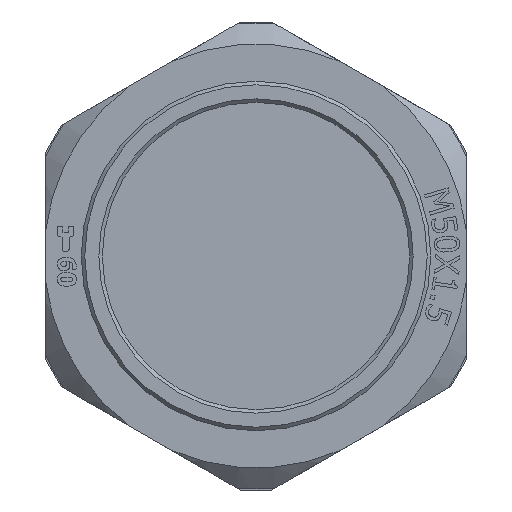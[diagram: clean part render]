
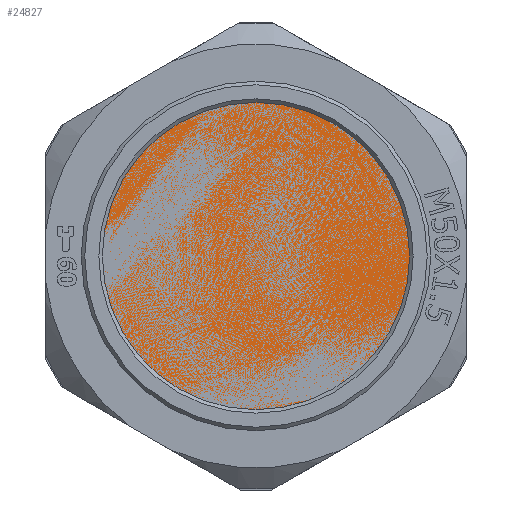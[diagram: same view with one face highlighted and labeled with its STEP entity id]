
A CAD part, front view. The second image highlights one B-rep face of the part: STEP entity #24827.
In plain terms, the highlighted planar face has unit normal (0, -1, 0).
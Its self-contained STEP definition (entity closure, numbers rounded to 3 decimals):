
#7591=FACE_OUTER_BOUND('',#8866,.T.);
#8866=EDGE_LOOP('',(#16385));
#10186=CIRCLE('',#26123,21.9);
#10257=VERTEX_POINT('',#32187);
#12708=EDGE_CURVE('',#10257,#10257,#10186,.T.);
#16385=ORIENTED_EDGE('',*,*,#12708,.F.);
#23737=PLANE('',#26122);
#24827=ADVANCED_FACE('',(#7591),#23737,.T.);
#26122=AXIS2_PLACEMENT_3D('',#32186,#27335,#27336);
#26123=AXIS2_PLACEMENT_3D('',#32188,#27337,#27338);
#27335=DIRECTION('center_axis',(0.,-1.,0.));
#27336=DIRECTION('ref_axis',(0.,0.,-1.));
#27337=DIRECTION('center_axis',(0.,1.,0.));
#27338=DIRECTION('ref_axis',(1.,0.,0.));
#32186=CARTESIAN_POINT('Origin',(-6.171,-36.611,0.));
#32187=CARTESIAN_POINT('',(-28.071,-36.611,0.));
#32188=CARTESIAN_POINT('Origin',(-6.171,-36.611,0.));
